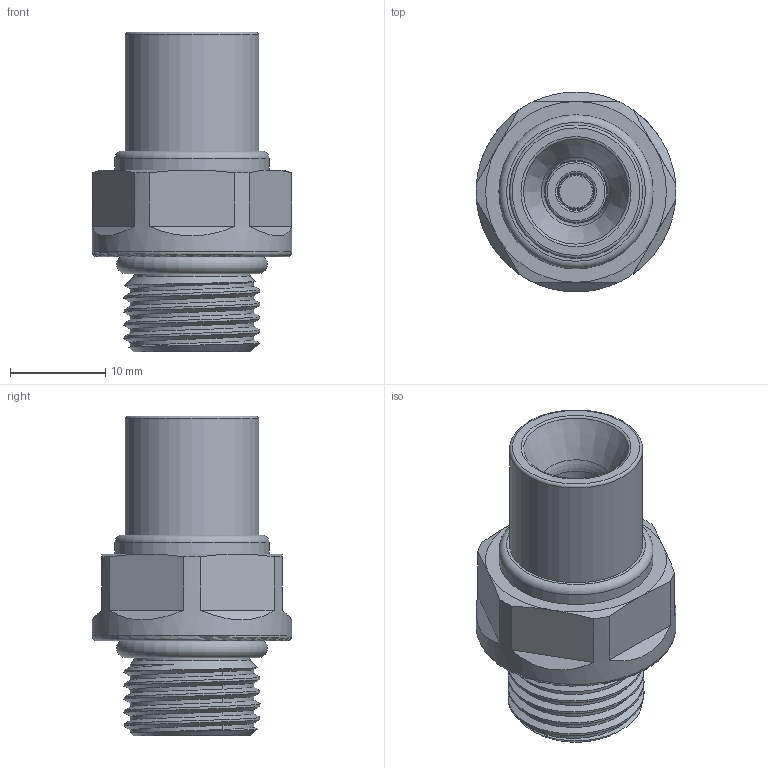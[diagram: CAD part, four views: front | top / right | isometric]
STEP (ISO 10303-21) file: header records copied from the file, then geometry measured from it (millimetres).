
FILE_DESCRIPTION( ('This file contains a STEP AP42 implementation' ,'as created by ZW3D STEP Interface translator.' ,'') ,'2;1' );
FILE_NAME( 'UQDB 02S U916M.stp' ,'25 2 8.133450', (''), ('ZWCAD Software Co.'), 'Version 1.0', 'ZW3D to STEP translator', '' );
FILE_SCHEMA(('AUTOMOTIVE_DESIGN { 1 0 10303 214 1 1 1 1 }'));
Length unit declared in the file: millimetre
Products named in the file (1): 0
Bounding box: 21 x 21 x 33.6 mm (x, y, z)
Volume: 6214.1 mm3; surface area: 2705.5 mm2
Topology: 1 solids, 1 shells, 65 faces, 168 edges, 113 vertices
Faces by surface type: plane 22, cylinder 19, cone 12, torus 10, bspline 2
Full cylindrical faces by diameter (mm): 3.63 x1, 6.71 x1, 10 x1, 12.2 x1, 13 x4, 14 x1, 14.29 x4, 16.2 x1, 21 x1
Entity records: 2787 total; most frequent: CARTESIAN_POINT 1120, ORIENTED_EDGE 338, DIRECTION 317, EDGE_CURVE 169, AXIS2_PLACEMENT_3D 138, VERTEX_POINT 113, CIRCLE 74, EDGE_LOOP 73
